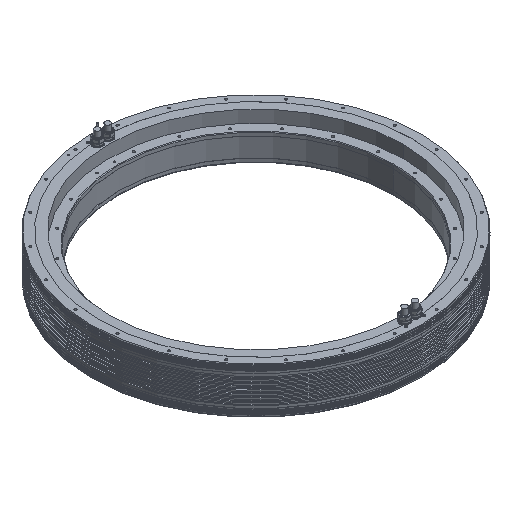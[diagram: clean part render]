
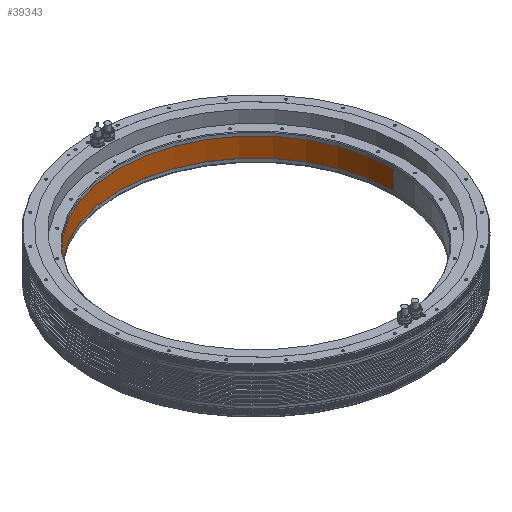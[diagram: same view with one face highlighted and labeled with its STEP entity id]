
A CAD part, isometric view. The second image highlights one B-rep face of the part: STEP entity #39343.
In plain terms, the highlighted cylindrical face has radius 535.4 mm (diameter 1070.8 mm), a partial arc.
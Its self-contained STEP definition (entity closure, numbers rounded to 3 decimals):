
#36793=CARTESIAN_POINT('',(0.,0.,-62.9));
#36794=DIRECTION('',(0.,0.,-1.));
#36795=DIRECTION('',(-1.,0.,0.));
#36796=AXIS2_PLACEMENT_3D('',#36793,#36794,#36795);
#36808=DIRECTION('',(0.,0.,1.));
#36809=VECTOR('',#36808,74.2);
#36810=CARTESIAN_POINT('',(-535.4,0.,-137.1));
#36811=LINE('',#36810,#36809);
#36812=DIRECTION('',(0.,0.,1.));
#36813=VECTOR('',#36812,74.2);
#36814=CARTESIAN_POINT('',(535.4,0.,-137.1));
#36815=LINE('',#36814,#36813);
#36816=CARTESIAN_POINT('',(0.,0.,-137.1));
#36817=DIRECTION('',(0.,0.,-1.));
#36818=DIRECTION('',(-1.,0.,0.));
#36819=AXIS2_PLACEMENT_3D('',#36816,#36817,#36818);
#38182=CARTESIAN_POINT('',(-535.4,0.,-137.1));
#38183=CARTESIAN_POINT('',(-535.4,0.,-62.9));
#38184=VERTEX_POINT('',#38182);
#38185=VERTEX_POINT('',#38183);
#38186=CARTESIAN_POINT('',(535.4,0.,-137.1));
#38187=CARTESIAN_POINT('',(535.4,0.,-62.9));
#38188=VERTEX_POINT('',#38186);
#38189=VERTEX_POINT('',#38187);
#39331=CARTESIAN_POINT('',(0.,0.,-157.75));
#39332=DIRECTION('',(0.,0.,1.));
#39333=DIRECTION('',(1.,0.,0.));
#39334=AXIS2_PLACEMENT_3D('',#39331,#39332,#39333);
#39335=CYLINDRICAL_SURFACE('',#39334,535.4);
#39336=ORIENTED_EDGE('',*,*,#39314,.T.);
#39337=ORIENTED_EDGE('',*,*,#39277,.T.);
#39338=ORIENTED_EDGE('',*,*,#39318,.F.);
#39340=ORIENTED_EDGE('',*,*,#39339,.F.);
#39341=EDGE_LOOP('',(#39336,#39337,#39338,#39340));
#39342=FACE_OUTER_BOUND('',#39341,.F.);
#39343=ADVANCED_FACE('',(#39342),#39335,.F.);
#36797=CIRCLE('',#36796,535.4);
#36820=CIRCLE('',#36819,535.4);
#39277=EDGE_CURVE('',#38185,#38189,#36797,.T.);
#39314=EDGE_CURVE('',#38184,#38185,#36811,.T.);
#39318=EDGE_CURVE('',#38188,#38189,#36815,.T.);
#39339=EDGE_CURVE('',#38184,#38188,#36820,.T.);
